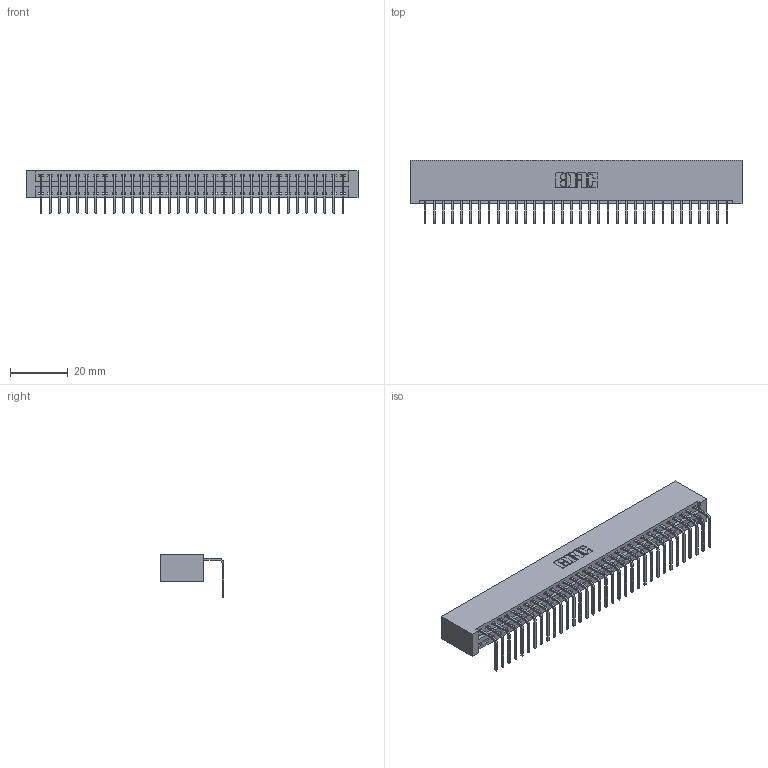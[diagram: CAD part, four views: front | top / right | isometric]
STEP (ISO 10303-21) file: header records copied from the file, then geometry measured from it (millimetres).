
FILE_DESCRIPTION (( 'STEP AP203' ), '1' );
FILE_NAME ('396-034-558-101.STEP', '2019-11-01T07:12:44', ( '' ), ( '' ), 'SwSTEP 2.0', 'SolidWorks 2016', '' );
FILE_SCHEMA (( 'CONFIG_CONTROL_DESIGN' ));
Length unit declared in the file: inch
Products named in the file (3): 345-292-001_558 Tail - 2; 396-034-558-101; 346 Part_No Mounting Lugs
Assembly tree (35 placements, depth 2):
  396-034-558-101
    346 Part_No Mounting Lugs
    345-292-001_558 Tail - 2  x34
Bounding box: 115.19 x 22.16 x 14.73 mm (x, y, z)
Volume: 11633.7 mm3; surface area: 15205.2 mm2
Topology: 35 solids, 35 shells, 2154 faces, 6493 edges, 4282 vertices
Faces by surface type: plane 1500, cylinder 654
Entity records: 21985 total; most frequent: CARTESIAN_POINT 3778, ORIENTED_EDGE 3746, DIRECTION 3337, EDGE_CURVE 1873, VECTOR 1613, LINE 1613, VERTEX_POINT 1246, AXIS2_PLACEMENT_3D 862
